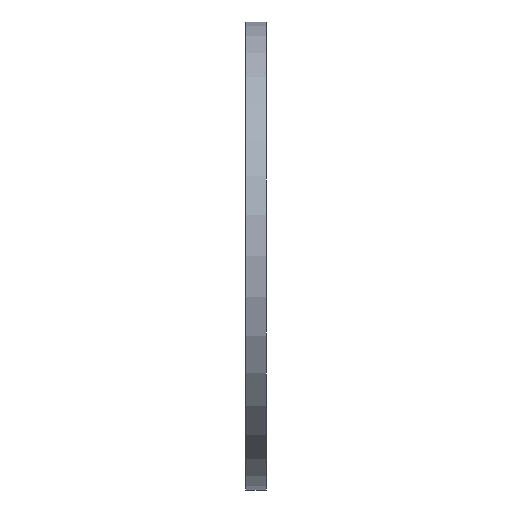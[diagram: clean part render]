
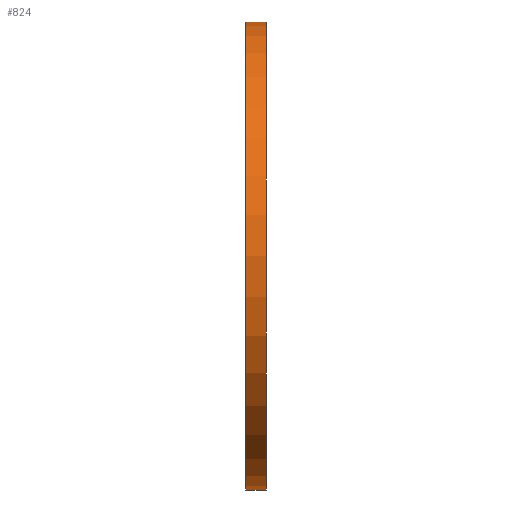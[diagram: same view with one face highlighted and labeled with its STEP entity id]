
A CAD part, front view. The second image highlights one B-rep face of the part: STEP entity #824.
In plain terms, the highlighted cylindrical face has radius 9.525 mm (diameter 19.05 mm), a partial arc.
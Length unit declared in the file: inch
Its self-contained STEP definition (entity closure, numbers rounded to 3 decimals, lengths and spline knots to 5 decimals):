
#14 = AXIS2_PLACEMENT_3D ( 'NONE', #206, #753, #762 ) ;
#27 = ORIENTED_EDGE ( 'NONE', *, *, #823, .F. ) ;
#75 = AXIS2_PLACEMENT_3D ( 'NONE', #397, #563, #481 ) ;
#105 = EDGE_CURVE ( 'NONE', #663, #962, #462, .T. ) ;
#118 = CARTESIAN_POINT ( 'NONE',  ( 0., 0., 0.375 ) ) ;
#124 = VECTOR ( 'NONE', #431, 39.37008 ) ;
#126 = EDGE_CURVE ( 'NONE', #358, #903, #331, .T. ) ;
#204 = DIRECTION ( 'NONE',  ( 1., 0., 0. ) ) ;
#206 = CARTESIAN_POINT ( 'NONE',  ( 0., 0., 0. ) ) ;
#323 = ORIENTED_EDGE ( 'NONE', *, *, #105, .T. ) ;
#327 = CARTESIAN_POINT ( 'NONE',  ( 0.033, 0., 0.375 ) ) ;
#331 = LINE ( 'NONE', #118, #124 ) ;
#333 = ORIENTED_EDGE ( 'NONE', *, *, #126, .F. ) ;
#342 = CIRCLE ( 'NONE', #363, 0.375 ) ;
#344 = CARTESIAN_POINT ( 'NONE',  ( 0., 0., -0.375 ) ) ;
#358 = VERTEX_POINT ( 'NONE', #790 ) ;
#363 = AXIS2_PLACEMENT_3D ( 'NONE', #432, #1011, #525 ) ;
#377 = CIRCLE ( 'NONE', #75, 0.375 ) ;
#397 = CARTESIAN_POINT ( 'NONE',  ( 0., 0., 0. ) ) ;
#431 = DIRECTION ( 'NONE',  ( 1., 0., 0. ) ) ;
#432 = CARTESIAN_POINT ( 'NONE',  ( 0.033, 0., 0. ) ) ;
#435 = CYLINDRICAL_SURFACE ( 'NONE', #14, 0.375 ) ;
#458 = FACE_OUTER_BOUND ( 'NONE', #665, .T. ) ;
#462 = LINE ( 'NONE', #591, #522 ) ;
#481 = DIRECTION ( 'NONE',  ( 0., 0., -1. ) ) ;
#522 = VECTOR ( 'NONE', #204, 39.37008 ) ;
#525 = DIRECTION ( 'NONE',  ( 0., 0., -1. ) ) ;
#563 = DIRECTION ( 'NONE',  ( 1., 0., 0. ) ) ;
#591 = CARTESIAN_POINT ( 'NONE',  ( 0., 0., -0.375 ) ) ;
#663 = VERTEX_POINT ( 'NONE', #344 ) ;
#665 = EDGE_LOOP ( 'NONE', ( #333, #964, #323, #27 ) ) ;
#722 = CARTESIAN_POINT ( 'NONE',  ( 0.033, 0., -0.375 ) ) ;
#753 = DIRECTION ( 'NONE',  ( 1., 0., 0. ) ) ;
#762 = DIRECTION ( 'NONE',  ( 0., 0., -1. ) ) ;
#790 = CARTESIAN_POINT ( 'NONE',  ( 0., 0., 0.375 ) ) ;
#823 = EDGE_CURVE ( 'NONE', #903, #962, #342, .T. ) ;
#824 = ADVANCED_FACE ( 'NONE', ( #458 ), #435, .T. ) ;
#903 = VERTEX_POINT ( 'NONE', #327 ) ;
#962 = VERTEX_POINT ( 'NONE', #722 ) ;
#964 = ORIENTED_EDGE ( 'NONE', *, *, #1037, .T. ) ;
#1011 = DIRECTION ( 'NONE',  ( 1., 0., 0. ) ) ;
#1037 = EDGE_CURVE ( 'NONE', #358, #663, #377, .T. ) ;
